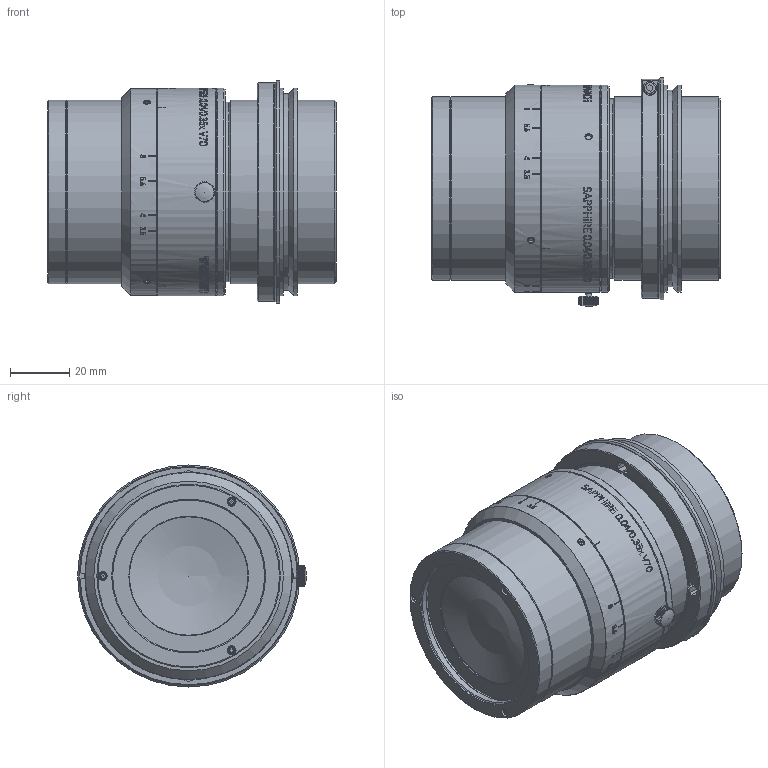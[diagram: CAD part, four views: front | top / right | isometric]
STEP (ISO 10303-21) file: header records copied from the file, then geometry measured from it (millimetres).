
FILE_DESCRIPTION(/* description */ (''),/* implementation_level */ '2;1');
FILE_NAME(/* name */ '1068012_00139491_003.stp',/* time_stamp */ '2022-08-30T14:59:28+02:00',/* author */ (''),/* organization */ (''),/* preprocessor_version */ 'ST-DEVELOPER v16',/* originating_system */ 'SIEMENS PLM Software NX 10.0',/* authorisation */ '');
FILE_SCHEMA (('AP203_CONFIGURATION_CONTROLLED_3D_DESIGN_OF_MECHANICAL_PARTS_AND_ASSEMBLIES_MIM_LF { 1 0 10303 403 2 1 2}'));
Length unit declared in the file: millimetre
Products named in the file (1): Guge8A741630f1c3
Bounding box: 97.52 x 77.27 x 75 mm (x, y, z)
Volume: 311106.5 mm3; surface area: 44020.4 mm2
Topology: 1 solids, 6 shells, 522 faces, 1744 edges, 1421 vertices
Faces by surface type: cylinder 235, plane 228, cone 49, torus 7, sphere 3
Full cylindrical faces by diameter (mm): 1.7 x3, 1.9 x3, 2 x1, 2.05 x3, 2.5 x2, 2.8 x1, 3 x3, 4.5 x1, 39.5 x1, 40 x1, 40.461 x1, 45.5 x1, 46.2 x2, 49.4 x1, 50 x1, 51.3 x1, 52 x2, 53.5 x1, 54.26 x1, 54.9 x1, 55.188 x1, 56.2 x1, 60.7 x1, 62 x4, 62.1 x1, 63.6 x1, 66.4 x1, 70 x7, 75 x1
Entity records: 22057 total; most frequent: CARTESIAN_POINT 8270, ORIENTED_EDGE 3214, DIRECTION 1990, EDGE_CURVE 1612, VERTEX_POINT 1385, B_SPLINE_CURVE_WITH_KNOTS 915, EDGE_LOOP 838, AXIS2_PLACEMENT_3D 808
